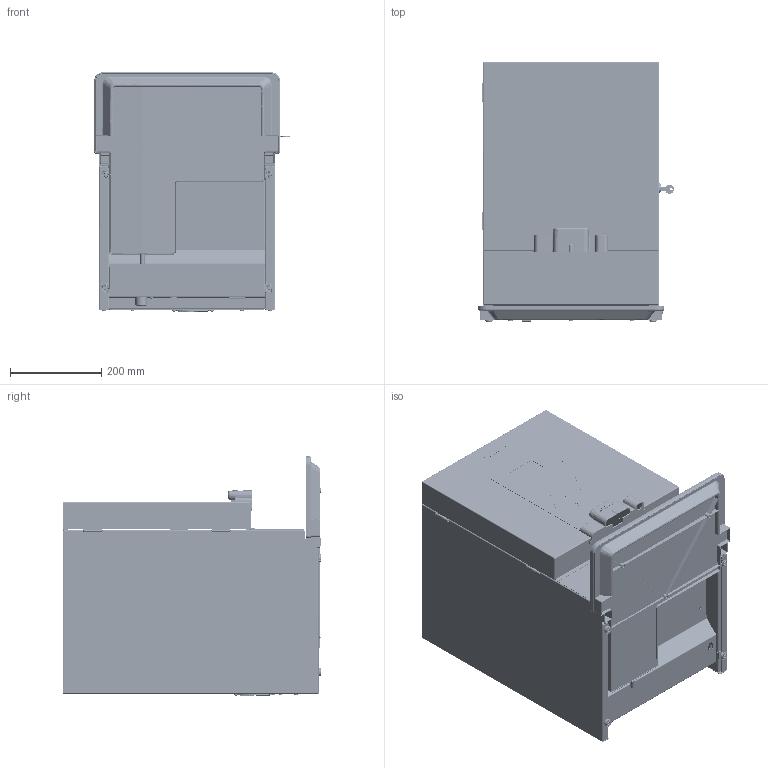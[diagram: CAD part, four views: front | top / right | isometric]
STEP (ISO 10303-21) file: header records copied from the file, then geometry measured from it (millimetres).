
FILE_DESCRIPTION(/* description */ (''),/* implementation_level */ '2;1');
FILE_NAME(/* name */ 'OV NG.stp',/* time_stamp */ '2014-08-27T15:35:41+02:00',/* author */ ('roland'),/* organization */ (''),/* preprocessor_version */ 'ST-DEVELOPER v15.2',/* originating_system */ 'Autodesk Inventor 2014',/* authorisation */ '');
FILE_SCHEMA (('AUTOMOTIVE_DESIGN { 1 0 10303 214 3 1 1 }'));
Products named in the file (1): 07_OV 43 NG_Shrinkwrap_1
Bounding box: 430.13 x 568.36 x 525.7 mm (x, y, z)
Volume: 2184261.5 mm3; surface area: 4061278.1 mm2
Topology: 13 solids, 35 shells, 9575 faces, 27094 edges, 17129 vertices
Faces by surface type: plane 4404, cylinder 2474, bspline 1893, cone 382, torus 332, sphere 90
Full cylindrical faces by diameter (mm): 1.5 x2, 1.6 x12, 1.8 x3, 2 x5, 3.242 x1, 3.3 x24, 3.5 x28, 3.621 x9, 4 x11, 4.2 x1, 4.5 x11, 5 x13, 5.379 x15, 5.4 x1, 5.5 x7, 6 x1, 6.4 x1, 7 x3, 7.5 x1, 8 x3, 9 x2, 9.1 x1, 9.8 x1, 10 x4, 10.5 x1, 11 x1, 11.6 x1, 12 x5, 12.4 x2, 12.5 x1
Entity records: 420456 total; most frequent: CARTESIAN_POINT 177848, ORIENTED_EDGE 52792, DIRECTION 43004, EDGE_CURVE 26419, VERTEX_POINT 16986, AXIS2_PLACEMENT_3D 14456, LINE 14092, VECTOR 14092
